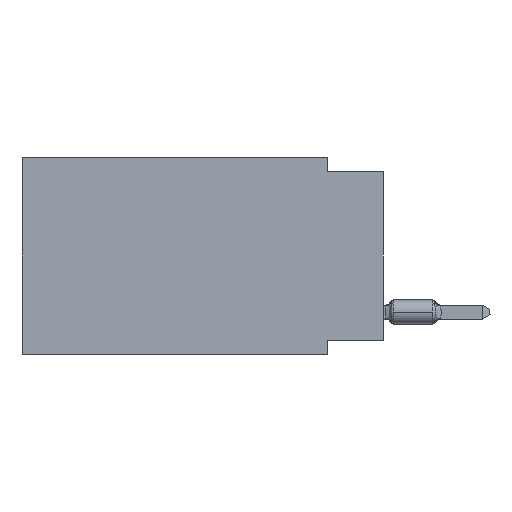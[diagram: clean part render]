
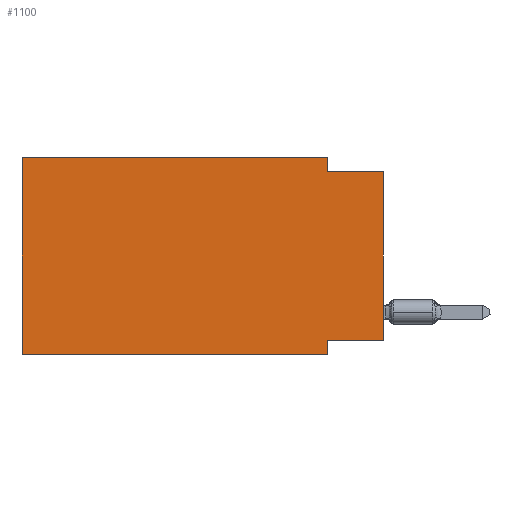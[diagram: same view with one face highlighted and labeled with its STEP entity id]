
A CAD part, left-side view. The second image highlights one B-rep face of the part: STEP entity #1100.
In plain terms, the highlighted planar face has unit normal (-1, 0, 0).
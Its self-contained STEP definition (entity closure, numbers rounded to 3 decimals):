
#782 = FACE_OUTER_BOUND ( 'NONE', #36767, .T. ) ;
#1100 = ADVANCED_FACE ( 'NONE', ( #782 ), #49287, .F. ) ;
#1182 = EDGE_CURVE ( 'NONE', #12040, #25066, #45817, .T. ) ;
#1329 = CARTESIAN_POINT ( 'NONE',  ( 0., 2.54, 0. ) ) ;
#2634 = LINE ( 'NONE', #6882, #19505 ) ;
#4211 = DIRECTION ( 'NONE',  ( 0., -1., 0. ) ) ;
#5287 = VERTEX_POINT ( 'NONE', #5974 ) ;
#5677 = CARTESIAN_POINT ( 'NONE',  ( 0., 0., -8.255 ) ) ;
#5887 = VECTOR ( 'NONE', #41372, 1000. ) ;
#5944 = DIRECTION ( 'NONE',  ( 0., 1., 0. ) ) ;
#5974 = CARTESIAN_POINT ( 'NONE',  ( 0., 0., -0.635 ) ) ;
#6837 = VECTOR ( 'NONE', #5944, 1000. ) ;
#6882 = CARTESIAN_POINT ( 'NONE',  ( 0., 16.383, -8.89 ) ) ;
#7066 = CARTESIAN_POINT ( 'NONE',  ( 0., 2.54, -8.255 ) ) ;
#7398 = CARTESIAN_POINT ( 'NONE',  ( 0., 16.383, 0. ) ) ;
#8773 = DIRECTION ( 'NONE',  ( 0., 0., -1. ) ) ;
#9762 = VERTEX_POINT ( 'NONE', #39871 ) ;
#11620 = ORIENTED_EDGE ( 'NONE', *, *, #1182, .F. ) ;
#12040 = VERTEX_POINT ( 'NONE', #29932 ) ;
#12193 = VERTEX_POINT ( 'NONE', #38950 ) ;
#13375 = LINE ( 'NONE', #24584, #5887 ) ;
#13977 = LINE ( 'NONE', #30249, #28674 ) ;
#14665 = DIRECTION ( 'NONE',  ( 0., 0., 1. ) ) ;
#14918 = ORIENTED_EDGE ( 'NONE', *, *, #43159, .F. ) ;
#15118 = VECTOR ( 'NONE', #44684, 1000. ) ;
#15443 = CARTESIAN_POINT ( 'NONE',  ( 0., 2.54, -0.635 ) ) ;
#16929 = CARTESIAN_POINT ( 'NONE',  ( 0., 16.383, 0. ) ) ;
#18982 = EDGE_CURVE ( 'NONE', #48229, #49963, #13375, .T. ) ;
#19505 = VECTOR ( 'NONE', #35411, 1000. ) ;
#19592 = EDGE_CURVE ( 'NONE', #23275, #49963, #2634, .T. ) ;
#20051 = CARTESIAN_POINT ( 'NONE',  ( 0., 2.54, -8.89 ) ) ;
#21652 = LINE ( 'NONE', #5677, #6837 ) ;
#21873 = EDGE_CURVE ( 'NONE', #9762, #48229, #21652, .T. ) ;
#23275 = VERTEX_POINT ( 'NONE', #30569 ) ;
#24584 = CARTESIAN_POINT ( 'NONE',  ( 0., 2.54, -8.89 ) ) ;
#25066 = VERTEX_POINT ( 'NONE', #15443 ) ;
#25406 = CARTESIAN_POINT ( 'NONE',  ( 0., 0., 0. ) ) ;
#26146 = LINE ( 'NONE', #7398, #26628 ) ;
#26345 = AXIS2_PLACEMENT_3D ( 'NONE', #41022, #37541, #8773 ) ;
#26628 = VECTOR ( 'NONE', #14665, 1000. ) ;
#27016 = ORIENTED_EDGE ( 'NONE', *, *, #28877, .F. ) ;
#27925 = ORIENTED_EDGE ( 'NONE', *, *, #35838, .T. ) ;
#28674 = VECTOR ( 'NONE', #4211, 1000. ) ;
#28877 = EDGE_CURVE ( 'NONE', #23275, #12193, #26146, .T. ) ;
#29932 = CARTESIAN_POINT ( 'NONE',  ( 0., 2.54, 0. ) ) ;
#30010 = ORIENTED_EDGE ( 'NONE', *, *, #19592, .T. ) ;
#30249 = CARTESIAN_POINT ( 'NONE',  ( 0., 0., -0.635 ) ) ;
#30569 = CARTESIAN_POINT ( 'NONE',  ( 0., 16.383, -8.89 ) ) ;
#35411 = DIRECTION ( 'NONE',  ( 0., -1., 0. ) ) ;
#35838 = EDGE_CURVE ( 'NONE', #9762, #5287, #36620, .T. ) ;
#36398 = LINE ( 'NONE', #16929, #15118 ) ;
#36620 = LINE ( 'NONE', #25406, #48738 ) ;
#36767 = EDGE_LOOP ( 'NONE', ( #27925, #50796, #11620, #14918, #27016, #30010, #37958, #52166 ) ) ;
#37469 = VECTOR ( 'NONE', #50085, 1000. ) ;
#37541 = DIRECTION ( 'NONE',  ( 1., 0., 0. ) ) ;
#37958 = ORIENTED_EDGE ( 'NONE', *, *, #18982, .F. ) ;
#38950 = CARTESIAN_POINT ( 'NONE',  ( 0., 16.383, 0. ) ) ;
#39871 = CARTESIAN_POINT ( 'NONE',  ( 0., 0., -8.255 ) ) ;
#41022 = CARTESIAN_POINT ( 'NONE',  ( 0., 16.383, 0. ) ) ;
#41372 = DIRECTION ( 'NONE',  ( 0., 0., -1. ) ) ;
#41619 = EDGE_CURVE ( 'NONE', #25066, #5287, #13977, .T. ) ;
#43159 = EDGE_CURVE ( 'NONE', #12193, #12040, #36398, .T. ) ;
#44684 = DIRECTION ( 'NONE',  ( 0., -1., 0. ) ) ;
#45817 = LINE ( 'NONE', #1329, #37469 ) ;
#48229 = VERTEX_POINT ( 'NONE', #7066 ) ;
#48738 = VECTOR ( 'NONE', #48908, 1000. ) ;
#48908 = DIRECTION ( 'NONE',  ( 0., 0., 1. ) ) ;
#49287 = PLANE ( 'NONE',  #26345 ) ;
#49963 = VERTEX_POINT ( 'NONE', #20051 ) ;
#50085 = DIRECTION ( 'NONE',  ( 0., 0., -1. ) ) ;
#50796 = ORIENTED_EDGE ( 'NONE', *, *, #41619, .F. ) ;
#52166 = ORIENTED_EDGE ( 'NONE', *, *, #21873, .F. ) ;
